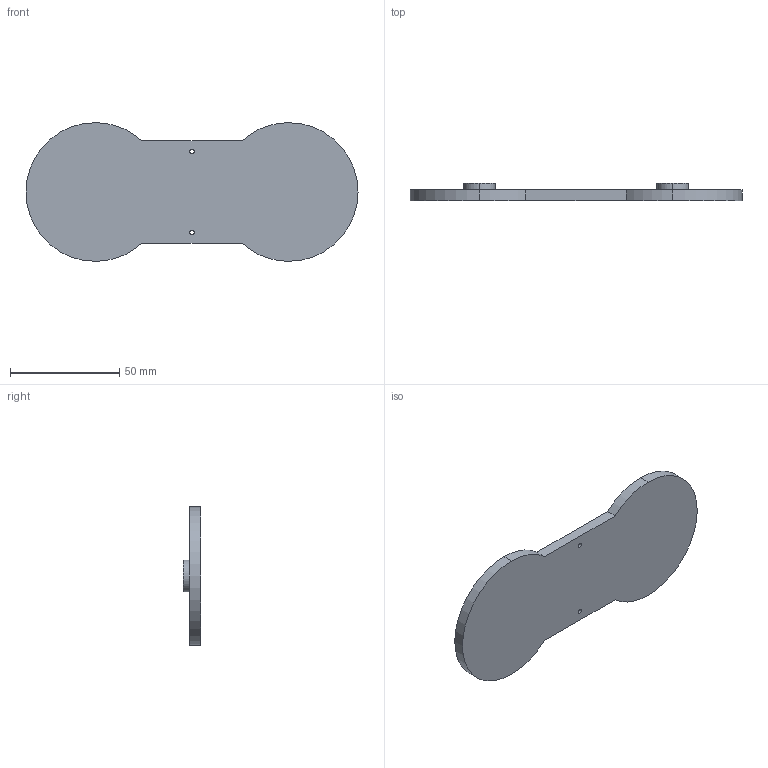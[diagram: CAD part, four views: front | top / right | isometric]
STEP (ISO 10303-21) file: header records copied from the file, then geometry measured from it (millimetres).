
FILE_DESCRIPTION (( 'STEP AP203' ), '1' );
FILE_NAME ('Lateral_Default_sldprt.STEP', '2021-04-22T07:42:03', ( '' ), ( '' ), 'SwSTEP 2.0', 'SolidWorks 2020', '' );
FILE_SCHEMA (( 'CONFIG_CONTROL_DESIGN' ));
Length unit declared in the file: millimetre
Products named in the file (1): Lateral_Default_sldprt
Bounding box: 152 x 8 x 63.5 mm (x, y, z)
Volume: 18493.3 mm3; surface area: 20224.6 mm2
Topology: 1 solids, 1 shells, 37 faces, 84 edges, 56 vertices
Faces by surface type: cylinder 24, plane 13
Entity records: 1151 total; most frequent: DIRECTION 208, CARTESIAN_POINT 178, ORIENTED_EDGE 168, AXIS2_PLACEMENT_3D 86, EDGE_CURVE 84, VERTEX_POINT 56, CIRCLE 48, EDGE_LOOP 48
